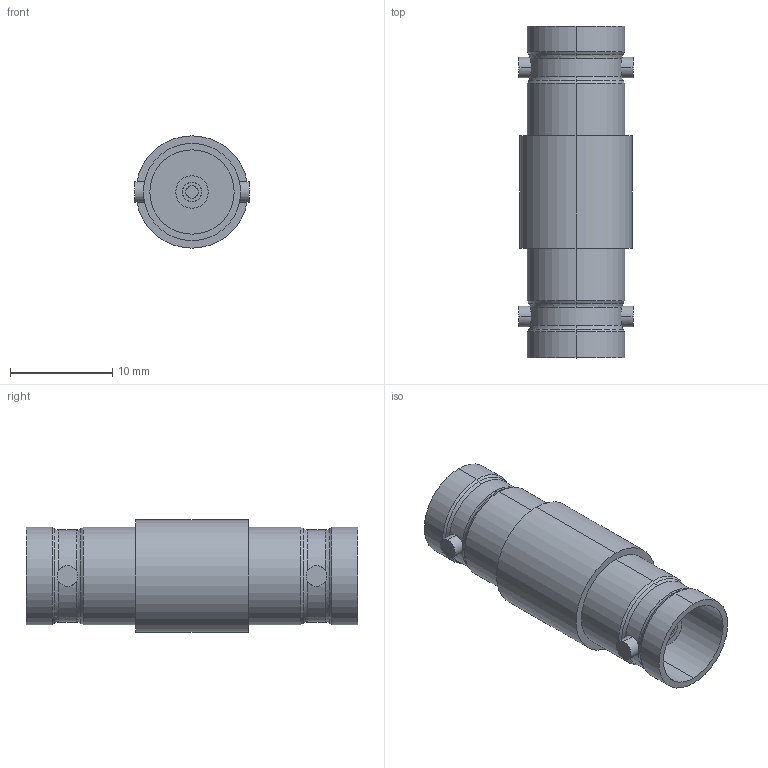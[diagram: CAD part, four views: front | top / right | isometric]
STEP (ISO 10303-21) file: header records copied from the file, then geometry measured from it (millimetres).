
FILE_DESCRIPTION (( 'STEP AP214' ), '1' );
FILE_NAME ('FMAD10083_3D.step', '2025-02-24T20:25:10', ( '' ), ( '' ), 'SwSTEP 2.0', 'SolidWorks 2022', '' );
FILE_SCHEMA (( 'AUTOMOTIVE_DESIGN' ));
Length unit declared in the file: inch
Products named in the file (1): FMAD10083_3D
Bounding box: 11.18 x 32.51 x 11 mm (x, y, z)
Volume: 1584.1 mm3; surface area: 2099.7 mm2
Topology: 1 solids, 1 shells, 78 faces, 172 edges, 108 vertices
Faces by surface type: cylinder 44, plane 18, cone 8, torus 8
Entity records: 3319 total; most frequent: CARTESIAN_POINT 535, DIRECTION 406, ORIENTED_EDGE 344, AXIS2_PLACEMENT_3D 179, EDGE_CURVE 172, VERTEX_POINT 108, CIRCLE 100, EDGE_LOOP 90
